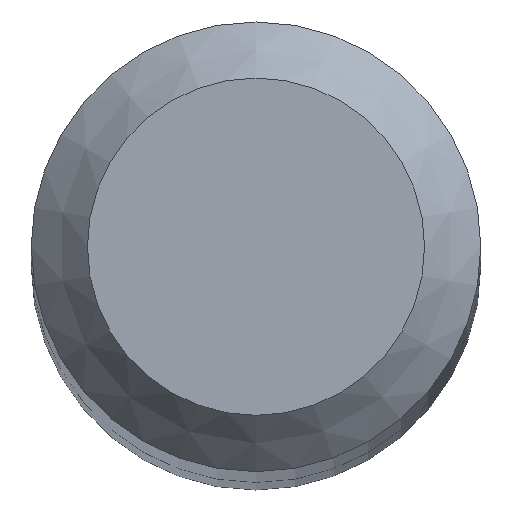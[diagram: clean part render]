
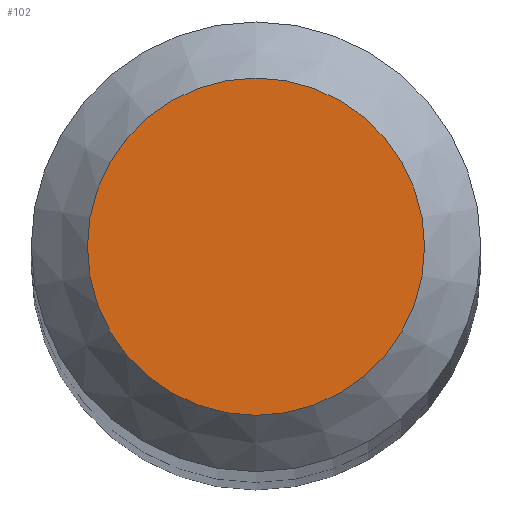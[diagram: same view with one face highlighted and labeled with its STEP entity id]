
A CAD part, top view. The second image highlights one B-rep face of the part: STEP entity #102.
In plain terms, the highlighted planar face has unit normal (0, 0, 1).
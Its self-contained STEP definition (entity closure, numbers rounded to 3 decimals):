
#11 = VERTEX_POINT ( 'NONE', #80 ) ;
#25 = PLANE ( 'NONE',  #163 ) ;
#47 = FACE_OUTER_BOUND ( 'NONE', #165, .T. ) ;
#80 = CARTESIAN_POINT ( 'NONE',  ( 0., 0.6, 38. ) ) ;
#84 = CARTESIAN_POINT ( 'NONE',  ( 0., 0., 38. ) ) ;
#95 = CIRCLE ( 'NONE', #150, 0.6 ) ;
#102 = ADVANCED_FACE ( 'NONE', ( #47 ), #25, .F. ) ;
#115 = EDGE_CURVE ( 'NONE', #11, #11, #95, .T. ) ;
#124 = DIRECTION ( 'NONE',  ( 0., 0., -1. ) ) ;
#150 = AXIS2_PLACEMENT_3D ( 'NONE', #84, #124, #171 ) ;
#159 = CARTESIAN_POINT ( 'NONE',  ( 0., 0., 38. ) ) ;
#163 = AXIS2_PLACEMENT_3D ( 'NONE', #159, #203, #172 ) ;
#165 = EDGE_LOOP ( 'NONE', ( #192 ) ) ;
#171 = DIRECTION ( 'NONE',  ( 0., 1., 0. ) ) ;
#172 = DIRECTION ( 'NONE',  ( 0., 1., 0. ) ) ;
#192 = ORIENTED_EDGE ( 'NONE', *, *, #115, .F. ) ;
#203 = DIRECTION ( 'NONE',  ( 0., 0., -1. ) ) ;
